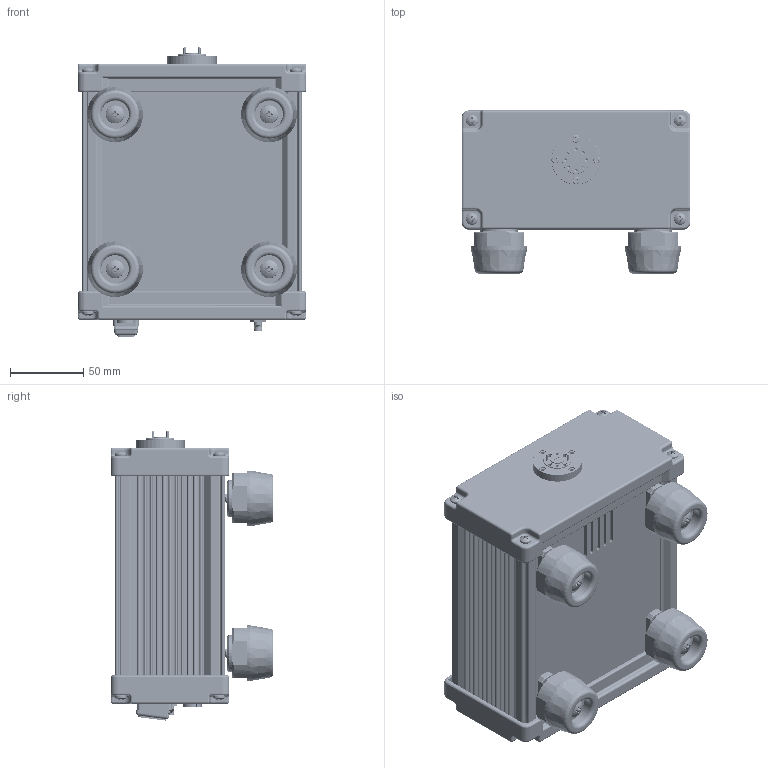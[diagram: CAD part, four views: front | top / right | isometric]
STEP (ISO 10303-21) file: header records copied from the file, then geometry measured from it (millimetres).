
FILE_DESCRIPTION (( 'STEP AP203' ), '1' );
FILE_NAME ('TE-V1.STEP', '2019-10-29T23:55:00', ( '' ), ( '' ), 'SwSTEP 2.0', 'SolidWorks 2016', '' );
FILE_SCHEMA (( 'CONFIG_CONTROL_DESIGN' ));
Products named in the file (1): TE-V1
Bounding box: 156.3 x 111.36 x 197.74 mm (x, y, z)
Volume: 535972.1 mm3; surface area: 318507.4 mm2
Topology: 49 solids, 49 shells, 4766 faces, 13114 edges, 8457 vertices
Faces by surface type: cylinder 2674, plane 1290, cone 492, torus 138, bspline 108, sphere 64
Entity records: 216095 total; most frequent: CARTESIAN_POINT 105736, ORIENTED_EDGE 26036, DIRECTION 20672, EDGE_CURVE 13018, VERTEX_POINT 8455, AXIS2_PLACEMENT_3D 7557, VECTOR 5558, LINE 5558
